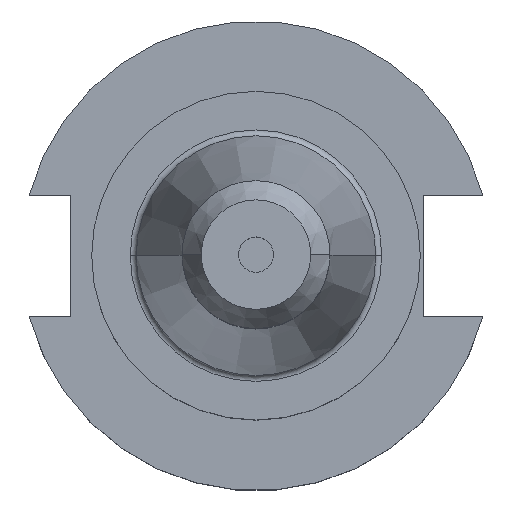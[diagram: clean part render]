
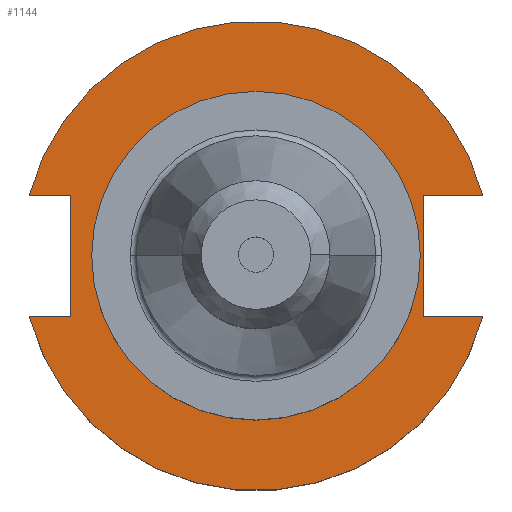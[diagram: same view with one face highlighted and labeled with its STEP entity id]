
A CAD part, top view. The second image highlights one B-rep face of the part: STEP entity #1144.
In plain terms, the highlighted planar face has unit normal (0, 0, 1).
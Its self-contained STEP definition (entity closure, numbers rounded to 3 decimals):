
#30 = VERTEX_POINT ( 'NONE', #323 ) ;
#45 = ORIENTED_EDGE ( 'NONE', *, *, #135, .T. ) ;
#51 = DIRECTION ( 'NONE',  ( 1., 0., 0. ) ) ;
#97 = ORIENTED_EDGE ( 'NONE', *, *, #933, .T. ) ;
#98 = VERTEX_POINT ( 'NONE', #929 ) ;
#102 = LINE ( 'NONE', #946, #476 ) ;
#113 = CARTESIAN_POINT ( 'NONE',  ( 0., 0., 19.05 ) ) ;
#115 = ORIENTED_EDGE ( 'NONE', *, *, #1007, .F. ) ;
#120 = DIRECTION ( 'NONE',  ( 0., 0., 1. ) ) ;
#135 = EDGE_CURVE ( 'NONE', #414, #1302, #433, .T. ) ;
#153 = VERTEX_POINT ( 'NONE', #249 ) ;
#159 = AXIS2_PLACEMENT_3D ( 'NONE', #718, #641, #568 ) ;
#163 = EDGE_CURVE ( 'NONE', #930, #1368, #102, .T. ) ;
#173 = VECTOR ( 'NONE', #1172, 1000. ) ;
#197 = DIRECTION ( 'NONE',  ( 1., 0., 0. ) ) ;
#223 = ORIENTED_EDGE ( 'NONE', *, *, #1044, .T. ) ;
#249 = CARTESIAN_POINT ( 'NONE',  ( -22.225, 0., 19.05 ) ) ;
#323 = CARTESIAN_POINT ( 'NONE',  ( 30.675, -8.191, 19.05 ) ) ;
#335 = DIRECTION ( 'NONE',  ( 0., 0., -1. ) ) ;
#414 = VERTEX_POINT ( 'NONE', #847 ) ;
#421 = CARTESIAN_POINT ( 'NONE',  ( 0., 22.225, 19.05 ) ) ;
#433 = CIRCLE ( 'NONE', #1510, 31.75 ) ;
#444 = EDGE_CURVE ( 'NONE', #913, #30, #575, .T. ) ;
#445 = PLANE ( 'NONE',  #1422 ) ;
#461 = DIRECTION ( 'NONE',  ( -1., 0., 0. ) ) ;
#476 = VECTOR ( 'NONE', #809, 1000. ) ;
#535 = DIRECTION ( 'NONE',  ( 0., 1., 0. ) ) ;
#564 = FACE_BOUND ( 'NONE', #863, .T. ) ;
#568 = DIRECTION ( 'NONE',  ( 1., 0., 0. ) ) ;
#575 = LINE ( 'NONE', #1290, #173 ) ;
#615 = CARTESIAN_POINT ( 'NONE',  ( -30.675, 8.191, 19.05 ) ) ;
#641 = DIRECTION ( 'NONE',  ( 0., 0., 1. ) ) ;
#666 = CIRCLE ( 'NONE', #803, 31.75 ) ;
#718 = CARTESIAN_POINT ( 'NONE',  ( 0., 0., 19.05 ) ) ;
#722 = EDGE_CURVE ( 'NONE', #98, #30, #666, .T. ) ;
#742 = VERTEX_POINT ( 'NONE', #1643 ) ;
#775 = CARTESIAN_POINT ( 'NONE',  ( 22.606, -8.191, 19.05 ) ) ;
#786 = VECTOR ( 'NONE', #51, 1000. ) ;
#787 = EDGE_LOOP ( 'NONE', ( #981, #951, #1146, #1645, #223, #115, #45, #97 ) ) ;
#798 = CARTESIAN_POINT ( 'NONE',  ( -61.091, 8.191, 19.05 ) ) ;
#801 = EDGE_CURVE ( 'NONE', #1476, #153, #883, .T. ) ;
#803 = AXIS2_PLACEMENT_3D ( 'NONE', #1612, #1297, #1367 ) ;
#809 = DIRECTION ( 'NONE',  ( 0., -1., 0. ) ) ;
#826 = CARTESIAN_POINT ( 'NONE',  ( -25.091, 8.191, 19.05 ) ) ;
#842 = LINE ( 'NONE', #928, #786 ) ;
#847 = CARTESIAN_POINT ( 'NONE',  ( 30.675, 8.191, 19.05 ) ) ;
#849 = DIRECTION ( 'NONE',  ( 1., 0., 0. ) ) ;
#863 = EDGE_LOOP ( 'NONE', ( #1029, #1028 ) ) ;
#883 = CIRCLE ( 'NONE', #1076, 22.225 ) ;
#913 = VERTEX_POINT ( 'NONE', #775 ) ;
#928 = CARTESIAN_POINT ( 'NONE',  ( -61.091, -8.191, 19.05 ) ) ;
#929 = CARTESIAN_POINT ( 'NONE',  ( -30.675, -8.191, 19.05 ) ) ;
#930 = VERTEX_POINT ( 'NONE', #826 ) ;
#933 = EDGE_CURVE ( 'NONE', #1302, #930, #1414, .T. ) ;
#946 = CARTESIAN_POINT ( 'NONE',  ( -25.091, 8.191, 19.05 ) ) ;
#951 = ORIENTED_EDGE ( 'NONE', *, *, #1356, .F. ) ;
#971 = FACE_OUTER_BOUND ( 'NONE', #787, .T. ) ;
#981 = ORIENTED_EDGE ( 'NONE', *, *, #163, .T. ) ;
#992 = VECTOR ( 'NONE', #535, 1000. ) ;
#1007 = EDGE_CURVE ( 'NONE', #414, #742, #1163, .T. ) ;
#1011 = LINE ( 'NONE', #1588, #992 ) ;
#1028 = ORIENTED_EDGE ( 'NONE', *, *, #1635, .F. ) ;
#1029 = ORIENTED_EDGE ( 'NONE', *, *, #801, .F. ) ;
#1044 = EDGE_CURVE ( 'NONE', #913, #742, #1011, .T. ) ;
#1076 = AXIS2_PLACEMENT_3D ( 'NONE', #113, #120, #197 ) ;
#1144 = ADVANCED_FACE ( 'NONE', ( #564, #971 ), #445, .F. ) ;
#1146 = ORIENTED_EDGE ( 'NONE', *, *, #722, .T. ) ;
#1162 = VECTOR ( 'NONE', #1343, 1000. ) ;
#1163 = LINE ( 'NONE', #1205, #1162 ) ;
#1172 = DIRECTION ( 'NONE',  ( 1., 0., 0. ) ) ;
#1205 = CARTESIAN_POINT ( 'NONE',  ( 0., 8.191, 19.05 ) ) ;
#1290 = CARTESIAN_POINT ( 'NONE',  ( 0., -8.191, 19.05 ) ) ;
#1297 = DIRECTION ( 'NONE',  ( 0., 0., 1. ) ) ;
#1302 = VERTEX_POINT ( 'NONE', #615 ) ;
#1342 = VECTOR ( 'NONE', #849, 1000. ) ;
#1343 = DIRECTION ( 'NONE',  ( -1., 0., 0. ) ) ;
#1345 = CARTESIAN_POINT ( 'NONE',  ( 0., 0., 19.05 ) ) ;
#1356 = EDGE_CURVE ( 'NONE', #98, #1368, #842, .T. ) ;
#1367 = DIRECTION ( 'NONE',  ( 1., 0., 0. ) ) ;
#1368 = VERTEX_POINT ( 'NONE', #1571 ) ;
#1392 = CIRCLE ( 'NONE', #159, 22.225 ) ;
#1395 = CARTESIAN_POINT ( 'NONE',  ( 22.225, 0., 19.05 ) ) ;
#1414 = LINE ( 'NONE', #798, #1342 ) ;
#1422 = AXIS2_PLACEMENT_3D ( 'NONE', #421, #335, #461 ) ;
#1476 = VERTEX_POINT ( 'NONE', #1395 ) ;
#1492 = DIRECTION ( 'NONE',  ( 1., 0., 0. ) ) ;
#1510 = AXIS2_PLACEMENT_3D ( 'NONE', #1345, #1624, #1492 ) ;
#1571 = CARTESIAN_POINT ( 'NONE',  ( -25.091, -8.191, 19.05 ) ) ;
#1588 = CARTESIAN_POINT ( 'NONE',  ( 22.606, 22.225, 19.05 ) ) ;
#1612 = CARTESIAN_POINT ( 'NONE',  ( 0., 0., 19.05 ) ) ;
#1624 = DIRECTION ( 'NONE',  ( 0., 0., 1. ) ) ;
#1635 = EDGE_CURVE ( 'NONE', #153, #1476, #1392, .T. ) ;
#1643 = CARTESIAN_POINT ( 'NONE',  ( 22.606, 8.191, 19.05 ) ) ;
#1645 = ORIENTED_EDGE ( 'NONE', *, *, #444, .F. ) ;
